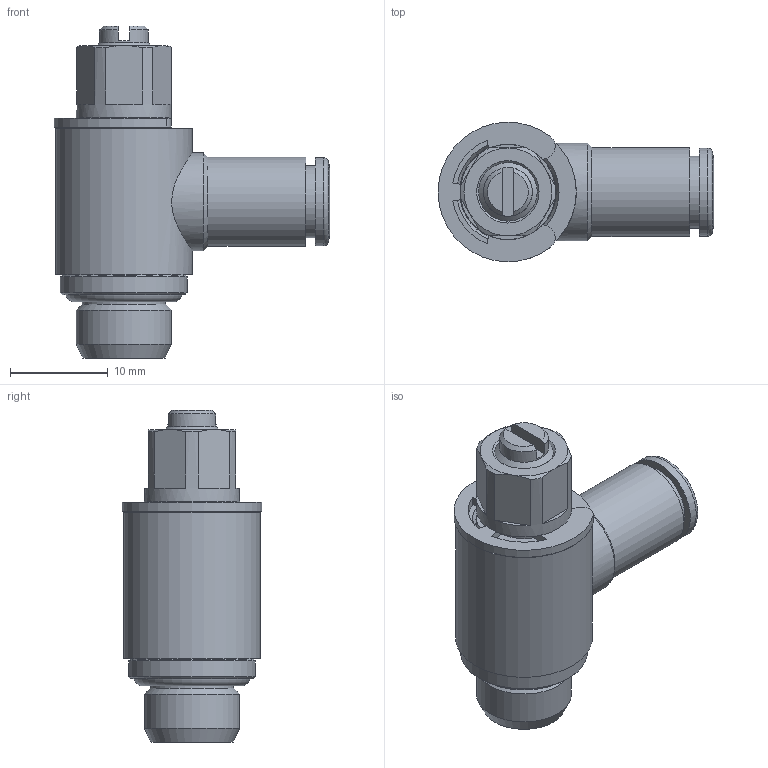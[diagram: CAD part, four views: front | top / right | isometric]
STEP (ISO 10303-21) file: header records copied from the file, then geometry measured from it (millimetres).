
FILE_DESCRIPTION(/* description */ (''),/* implementation_level */ '2;1');
FILE_NAME(/* name */ 'grlbiqs_184_s_msv.stp',/* time_stamp */ '2017-11-02T10:13:08+01:00',/* author */ ('Hamoud'),/* organization */ (''),/* preprocessor_version */ 'ST-DEVELOPER v15.6',/* originating_system */ 'Autodesk Inventor LT ',/* authorisation */ '');
FILE_SCHEMA (('AUTOMOTIVE_DESIGN { 1 0 10303 214 3 1 1 }'));
Length unit declared in the file: millimetre
Products named in the file (1): B204502_IPSO_045_MR_4_1-8_25.09.2017
Bounding box: 28.25 x 14.29 x 34 mm (x, y, z)
Volume: 3741.5 mm3; surface area: 5461.2 mm2
Topology: 7 solids, 7 shells, 142 faces, 327 edges, 206 vertices
Faces by surface type: plane 63, cylinder 39, cone 35, torus 5
Full cylindrical faces by diameter (mm): 3 x2, 4 x1, 4.1 x2, 5 x2, 5.387 x1, 5.6 x1, 6 x2, 6.4 x1, 6.5 x1, 7 x2, 7.3 x1, 7.4 x1, 7.5 x2, 7.6 x2, 8.5 x1, 9 x1, 9.1 x1, 9.728 x1, 9.75 x2, 9.9 x1, 10 x1, 13 x1, 14 x1
Entity records: 4972 total; most frequent: CARTESIAN_POINT 2019, DIRECTION 632, ORIENTED_EDGE 488, AXIS2_PLACEMENT_3D 275, EDGE_CURVE 244, EDGE_LOOP 225, VERTEX_POINT 187, FACE_OUTER_BOUND 142
